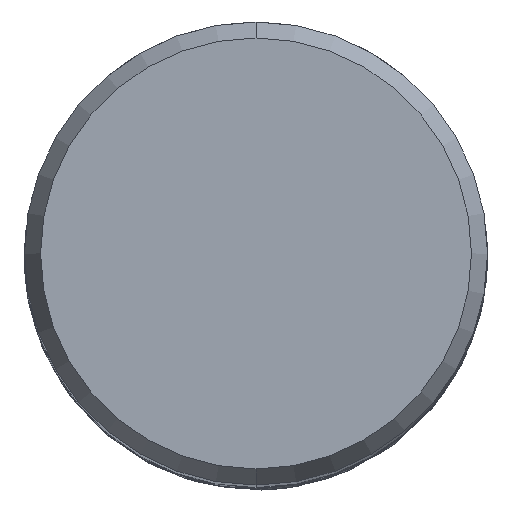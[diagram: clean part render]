
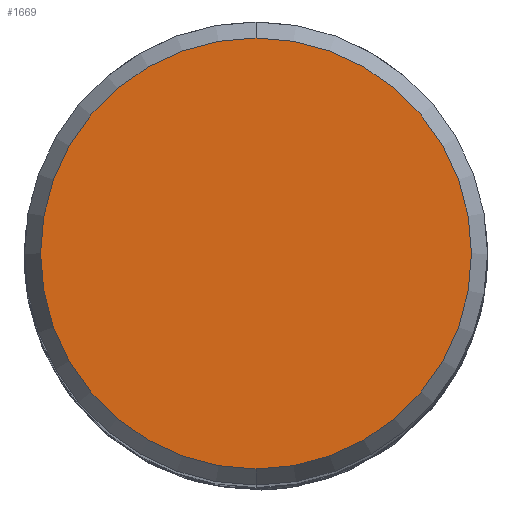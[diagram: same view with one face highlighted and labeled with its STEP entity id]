
A CAD part, top view. The second image highlights one B-rep face of the part: STEP entity #1669.
In plain terms, the highlighted planar face has unit normal (0, 0, 1).
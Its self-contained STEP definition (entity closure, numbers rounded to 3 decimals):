
#905=VERTEX_POINT('',#2140);
#999=EDGE_CURVE('',#905,#1477,#2239,.T.);
#1339=EDGE_CURVE('',#1477,#905,#2611,.T.);
#1477=VERTEX_POINT('',#2762);
#1669=ADVANCED_FACE('',(#2974),#2975,.T.);
#2140=CARTESIAN_POINT('',(0.,-9.307,0.0));
#2239=CIRCLE('',#7461,9.307);
#2611=CIRCLE('',#11495,9.307);
#2762=CARTESIAN_POINT('',(0.0,9.307,0.0));
#2974=FACE_OUTER_BOUND('',#17284,.T.);
#2975=PLANE('',#17285);
#7461=AXIS2_PLACEMENT_3D('',#19876,#19877,#19878);
#11495=AXIS2_PLACEMENT_3D('',#20308,#20309,#20310);
#17284=EDGE_LOOP('',(#20686,#20687));
#17285=AXIS2_PLACEMENT_3D('',#20688,#20689,#20690);
#19876=CARTESIAN_POINT('',(0.0,0.0,0.0));
#19877=DIRECTION('',(0.0,0.0,-1.0));
#19878=DIRECTION('',(0.0,1.0,0.0));
#20308=CARTESIAN_POINT('',(0.0,0.0,0.0));
#20309=DIRECTION('',(0.0,0.0,-1.0));
#20310=DIRECTION('',(0.0,1.0,0.0));
#20686=ORIENTED_EDGE('',*,*,#1339,.F.);
#20687=ORIENTED_EDGE('',*,*,#999,.F.);
#20688=CARTESIAN_POINT('',(0.0,4.654,0.0));
#20689=DIRECTION('',(-0.0,0.0,1.0));
#20690=DIRECTION('',(0.0,-1.0,0.0));
